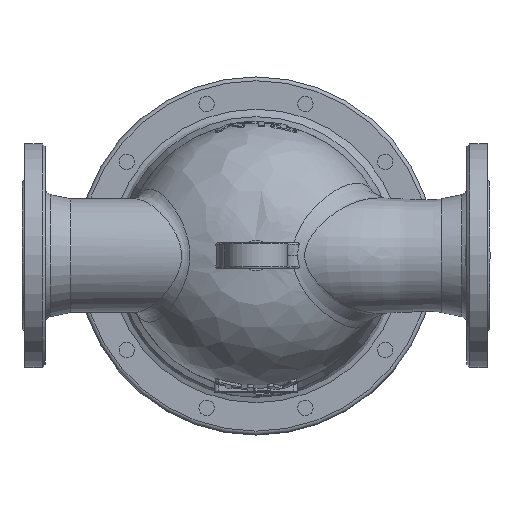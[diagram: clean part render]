
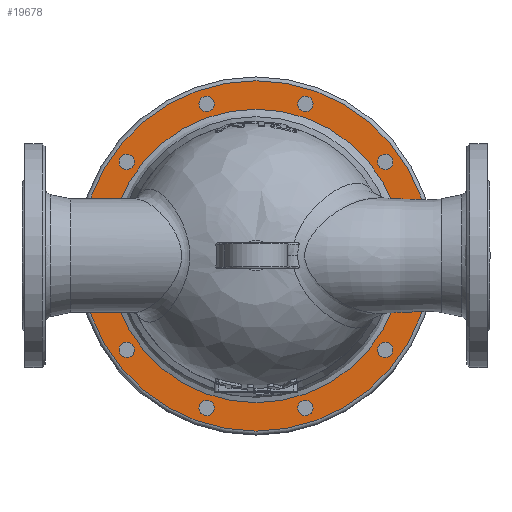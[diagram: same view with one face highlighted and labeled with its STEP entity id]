
A CAD part, top view. The second image highlights one B-rep face of the part: STEP entity #19678.
In plain terms, the highlighted planar face has unit normal (0, 0, 1).
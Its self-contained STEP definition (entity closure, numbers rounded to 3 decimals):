
#4264=CARTESIAN_POINT('',(-105.981,-77.,30.0));
#4265=VERTEX_POINT('',#4264);
#4266=CARTESIAN_POINT('',(-101.127,-73.473,30.0));
#4267=DIRECTION('',(0.0,0.0,-1.0));
#4268=DIRECTION('',(0.809,0.588,0.0));
#4269=AXIS2_PLACEMENT_3D('',#4266,#4267,#4268);
#4270=CIRCLE('',#4269,6.);
#4271=EDGE_CURVE('',#4265,#4265,#4270,.T.);
#4329=CARTESIAN_POINT('',(-40.481,-124.588,30.0));
#4330=VERTEX_POINT('',#4329);
#4331=CARTESIAN_POINT('',(-38.627,-118.882,30.0));
#4332=DIRECTION('',(0.0,0.0,-1.0));
#4333=DIRECTION('',(0.309,0.951,0.0));
#4334=AXIS2_PLACEMENT_3D('',#4331,#4332,#4333);
#4335=CIRCLE('',#4334,6.);
#4336=EDGE_CURVE('',#4330,#4330,#4335,.T.);
#4394=CARTESIAN_POINT('',(40.481,-124.588,30.0));
#4395=VERTEX_POINT('',#4394);
#4396=CARTESIAN_POINT('',(38.627,-118.882,30.0));
#4397=DIRECTION('',(0.0,0.0,-1.));
#4398=DIRECTION('',(-0.309,0.951,0.0));
#4399=AXIS2_PLACEMENT_3D('',#4396,#4397,#4398);
#4400=CIRCLE('',#4399,6.);
#4401=EDGE_CURVE('',#4395,#4395,#4400,.T.);
#4459=CARTESIAN_POINT('',(105.981,-77.,30.0));
#4460=VERTEX_POINT('',#4459);
#4461=CARTESIAN_POINT('',(101.127,-73.473,30.0));
#4462=DIRECTION('',(0.0,0.0,-1.));
#4463=DIRECTION('',(-0.809,0.588,0.0));
#4464=AXIS2_PLACEMENT_3D('',#4461,#4462,#4463);
#4465=CIRCLE('',#4464,6.0);
#4466=EDGE_CURVE('',#4460,#4460,#4465,.T.);
#4524=CARTESIAN_POINT('',(131.0,0.,30.0));
#4525=VERTEX_POINT('',#4524);
#4526=CARTESIAN_POINT('',(125.0,0.,30.0));
#4527=DIRECTION('',(0.0,0.0,-1.0));
#4528=DIRECTION('',(-1.0,0.0,0.0));
#4529=AXIS2_PLACEMENT_3D('',#4526,#4527,#4528);
#4530=CIRCLE('',#4529,6.);
#4531=EDGE_CURVE('',#4525,#4525,#4530,.T.);
#4589=CARTESIAN_POINT('',(105.981,77.,30.0));
#4590=VERTEX_POINT('',#4589);
#4591=CARTESIAN_POINT('',(101.127,73.473,30.0));
#4592=DIRECTION('',(0.0,0.0,-1.));
#4593=DIRECTION('',(-0.809,-0.588,0.0));
#4594=AXIS2_PLACEMENT_3D('',#4591,#4592,#4593);
#4595=CIRCLE('',#4594,6.);
#4596=EDGE_CURVE('',#4590,#4590,#4595,.T.);
#4654=CARTESIAN_POINT('',(40.481,124.588,30.0));
#4655=VERTEX_POINT('',#4654);
#4656=CARTESIAN_POINT('',(38.627,118.882,30.0));
#4657=DIRECTION('',(0.0,0.0,-1.));
#4658=DIRECTION('',(-0.309,-0.951,0.0));
#4659=AXIS2_PLACEMENT_3D('',#4656,#4657,#4658);
#4660=CIRCLE('',#4659,6.0);
#4661=EDGE_CURVE('',#4655,#4655,#4660,.T.);
#4719=CARTESIAN_POINT('',(-40.481,124.588,30.0));
#4720=VERTEX_POINT('',#4719);
#4721=CARTESIAN_POINT('',(-38.627,118.882,30.0));
#4722=DIRECTION('',(0.0,0.0,-1.));
#4723=DIRECTION('',(0.309,-0.951,0.0));
#4724=AXIS2_PLACEMENT_3D('',#4721,#4722,#4723);
#4725=CIRCLE('',#4724,6.);
#4726=EDGE_CURVE('',#4720,#4720,#4725,.T.);
#4784=CARTESIAN_POINT('',(-105.981,77.,30.0));
#4785=VERTEX_POINT('',#4784);
#4786=CARTESIAN_POINT('',(-101.127,73.473,30.0));
#4787=DIRECTION('',(0.0,0.0,-1.0));
#4788=DIRECTION('',(0.809,-0.588,0.0));
#4789=AXIS2_PLACEMENT_3D('',#4786,#4787,#4788);
#4790=CIRCLE('',#4789,6.);
#4791=EDGE_CURVE('',#4785,#4785,#4790,.T.);
#8935=CARTESIAN_POINT('',(-131.0,0.,30.0));
#8936=VERTEX_POINT('',#8935);
#8937=CARTESIAN_POINT('',(-125.0,0.,30.0));
#8938=DIRECTION('',(0.0,0.0,-1.0));
#8939=DIRECTION('',(1.0,0.0,0.0));
#8940=AXIS2_PLACEMENT_3D('',#8937,#8938,#8939);
#8941=CIRCLE('',#8940,6.);
#8942=EDGE_CURVE('',#8936,#8936,#8941,.T.);
#19621=CARTESIAN_POINT('',(0.0,0.0,30.0));
#19622=DIRECTION('',(0.0,0.0,-1.0));
#19623=DIRECTION('',(-1.0,0.0,0.0));
#19624=AXIS2_PLACEMENT_3D('',#19621,#19622,#19623);
#19625=PLANE('',#19624);
#19626=CARTESIAN_POINT('',(137.0,0.,30.0));
#19627=VERTEX_POINT('',#19626);
#19628=CARTESIAN_POINT('',(0.0,0.0,30.0));
#19629=DIRECTION('',(0.0,0.0,-1.0));
#19630=DIRECTION('',(-1.0,0.0,0.0));
#19631=AXIS2_PLACEMENT_3D('',#19628,#19629,#19630);
#19632=CIRCLE('',#19631,137.0);
#19633=EDGE_CURVE('',#19627,#19627,#19632,.T.);
#19634=ORIENTED_EDGE('',*,*,#19633,.F.);
#19635=EDGE_LOOP('',(#19634));
#19636=FACE_OUTER_BOUND('',#19635,.T.);
#19637=ORIENTED_EDGE('',*,*,#4271,.T.);
#19638=EDGE_LOOP('',(#19637));
#19639=FACE_BOUND('',#19638,.T.);
#19640=ORIENTED_EDGE('',*,*,#4336,.T.);
#19641=EDGE_LOOP('',(#19640));
#19642=FACE_BOUND('',#19641,.T.);
#19643=ORIENTED_EDGE('',*,*,#4401,.T.);
#19644=EDGE_LOOP('',(#19643));
#19645=FACE_BOUND('',#19644,.T.);
#19646=ORIENTED_EDGE('',*,*,#4466,.T.);
#19647=EDGE_LOOP('',(#19646));
#19648=FACE_BOUND('',#19647,.T.);
#19649=ORIENTED_EDGE('',*,*,#4531,.T.);
#19650=EDGE_LOOP('',(#19649));
#19651=FACE_BOUND('',#19650,.T.);
#19652=ORIENTED_EDGE('',*,*,#4596,.T.);
#19653=EDGE_LOOP('',(#19652));
#19654=FACE_BOUND('',#19653,.T.);
#19655=ORIENTED_EDGE('',*,*,#4661,.T.);
#19656=EDGE_LOOP('',(#19655));
#19657=FACE_BOUND('',#19656,.T.);
#19658=ORIENTED_EDGE('',*,*,#4726,.T.);
#19659=EDGE_LOOP('',(#19658));
#19660=FACE_BOUND('',#19659,.T.);
#19661=ORIENTED_EDGE('',*,*,#4791,.T.);
#19662=EDGE_LOOP('',(#19661));
#19663=FACE_BOUND('',#19662,.T.);
#19664=ORIENTED_EDGE('',*,*,#8942,.T.);
#19665=EDGE_LOOP('',(#19664));
#19666=FACE_BOUND('',#19665,.T.);
#19667=CARTESIAN_POINT('',(114.73,0.,30.0));
#19668=VERTEX_POINT('',#19667);
#19669=CARTESIAN_POINT('',(0.0,0.0,30.0));
#19670=DIRECTION('',(0.0,0.0,1.0));
#19671=DIRECTION('',(-1.0,0.0,0.0));
#19672=AXIS2_PLACEMENT_3D('',#19669,#19670,#19671);
#19673=CIRCLE('',#19672,114.73);
#19674=EDGE_CURVE('',#19668,#19668,#19673,.T.);
#19675=ORIENTED_EDGE('',*,*,#19674,.F.);
#19676=EDGE_LOOP('',(#19675));
#19677=FACE_BOUND('',#19676,.T.);
#19678=ADVANCED_FACE('',(#19636,#19639,#19642,#19645,#19648,#19651,#19654,#19657,#19660,#19663,#19666,#19677),#19625,.F.);
